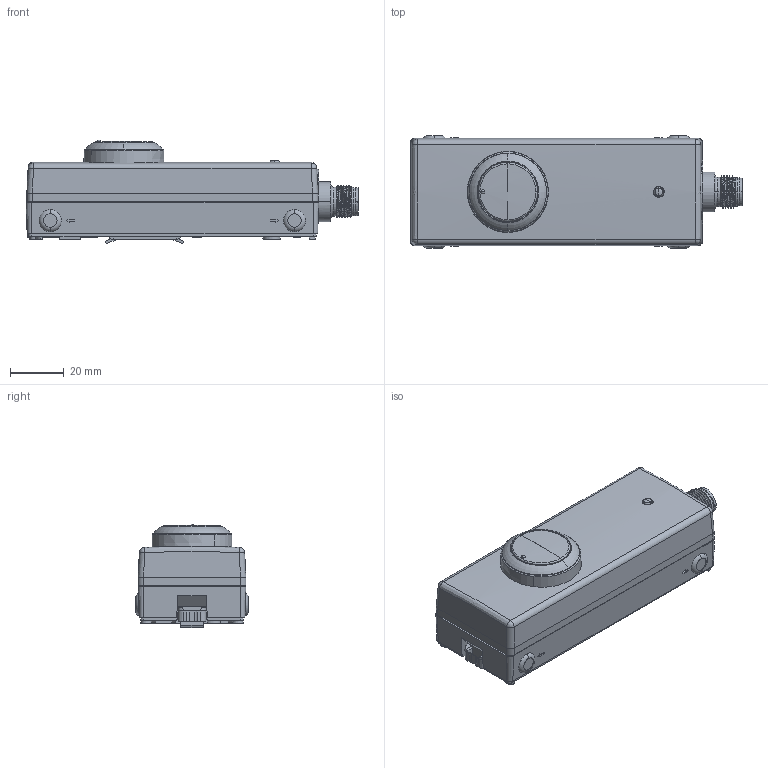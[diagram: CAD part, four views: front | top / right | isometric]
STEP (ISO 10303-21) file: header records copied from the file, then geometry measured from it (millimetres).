
FILE_DESCRIPTION(/* description */ (''),/* implementation_level */ '2;1');
FILE_NAME(/* name */ 'FILE_STP_CAD_DRAWING_3D_LP4P1B8100L_prt.stp',/* time_stamp */ '2024-11-07T22:51:49+01:00',/* author */ (''),/* organization */ (''),/* preprocessor_version */ 'ST-DEVELOPER v16.7',/* originating_system */ 'SIEMENS PLM Software NX 12.0',/* authorisation */ '');
FILE_SCHEMA (('AUTOMOTIVE_DESIGN { 1 0 10303 214 3 1 1 1 }'));
Length unit declared in the file: millimetre
Products named in the file (1): 3D_LP4P1B8100L
Bounding box: 123.15 x 41.8 x 38.44 mm (x, y, z)
Surface area: 19850 mm2 (no closed solid volume)
Topology: 0 solids, 5 shells, 834 faces, 2187 edges, 1417 vertices
Faces by surface type: plane 578, cylinder 127, cone 49, bspline 36, torus 34, sphere 10
Entity records: 31566 total; most frequent: CARTESIAN_POINT 10981, ORIENTED_EDGE 4362, DIRECTION 4094, EDGE_CURVE 2181, LINE 1608, VECTOR 1608, VERTEX_POINT 1416, AXIS2_PLACEMENT_3D 1243
